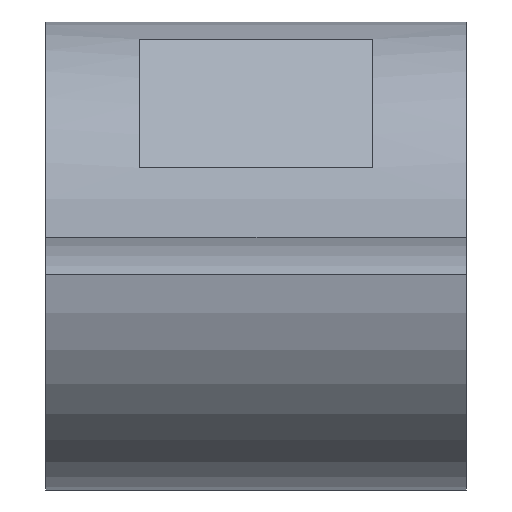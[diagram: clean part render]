
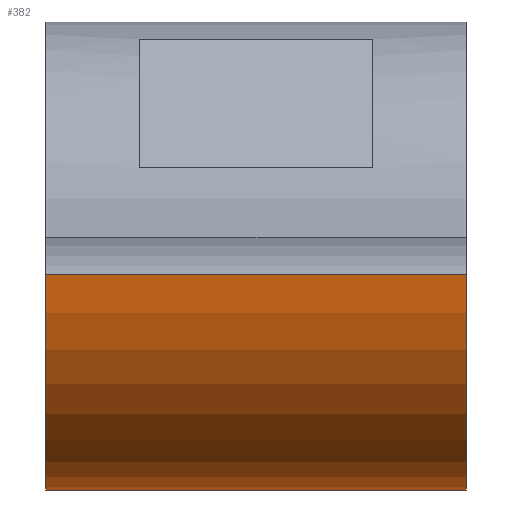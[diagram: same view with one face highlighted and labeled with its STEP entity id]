
A CAD part, left-side view. The second image highlights one B-rep face of the part: STEP entity #382.
In plain terms, the highlighted cylindrical face has radius 6.35 mm (diameter 12.7 mm), a partial arc.
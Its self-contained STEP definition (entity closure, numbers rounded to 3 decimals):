
#8 = CYLINDRICAL_SURFACE ( 'NONE', #209, 6.35 ) ;
#26 = FACE_OUTER_BOUND ( 'NONE', #143, .T. ) ;
#71 = EDGE_CURVE ( 'NONE', #555, #417, #462, .T. ) ;
#79 = CARTESIAN_POINT ( 'NONE',  ( 0., -5.702, -6.35 ) ) ;
#104 = EDGE_CURVE ( 'NONE', #417, #190, #444, .T. ) ;
#107 = DIRECTION ( 'NONE',  ( 0., 1., 0. ) ) ;
#143 = EDGE_LOOP ( 'NONE', ( #647, #656, #657, #670 ) ) ;
#169 = CARTESIAN_POINT ( 'NONE',  ( -6.33, -5.702, -0.508 ) ) ;
#174 = CARTESIAN_POINT ( 'NONE',  ( 0., -5.702, -6.35 ) ) ;
#190 = VERTEX_POINT ( 'NONE', #251 ) ;
#201 = EDGE_CURVE ( 'NONE', #555, #366, #434, .T. ) ;
#209 = AXIS2_PLACEMENT_3D ( 'NONE', #550, #528, #561 ) ;
#251 = CARTESIAN_POINT ( 'NONE',  ( -6.33, 5.702, -0.508 ) ) ;
#268 = EDGE_CURVE ( 'NONE', #366, #190, #385, .T. ) ;
#332 = DIRECTION ( 'NONE',  ( 0., 1., 0. ) ) ;
#336 = CARTESIAN_POINT ( 'NONE',  ( 0., 5.702, 0. ) ) ;
#347 = CARTESIAN_POINT ( 'NONE',  ( 0., -5.702, 0. ) ) ;
#366 = VERTEX_POINT ( 'NONE', #169 ) ;
#375 = DIRECTION ( 'NONE',  ( 0., 1., 0. ) ) ;
#382 = ADVANCED_FACE ( 'NONE', ( #26 ), #8, .T. ) ;
#383 = DIRECTION ( 'NONE',  ( 0., 0., 1. ) ) ;
#384 = VECTOR ( 'NONE', #460, 1000. ) ;
#385 = LINE ( 'NONE', #402, #384 ) ;
#402 = CARTESIAN_POINT ( 'NONE',  ( -6.33, -5.702, -0.508 ) ) ;
#417 = VERTEX_POINT ( 'NONE', #516 ) ;
#434 = CIRCLE ( 'NONE', #590, 6.35 ) ;
#442 = DIRECTION ( 'NONE',  ( 0., 0., 1. ) ) ;
#444 = CIRCLE ( 'NONE', #613, 6.35 ) ;
#446 = VECTOR ( 'NONE', #107, 1000. ) ;
#460 = DIRECTION ( 'NONE',  ( 0., 1., 0. ) ) ;
#462 = LINE ( 'NONE', #174, #446 ) ;
#516 = CARTESIAN_POINT ( 'NONE',  ( 0., 5.702, -6.35 ) ) ;
#528 = DIRECTION ( 'NONE',  ( 0., 1., 0. ) ) ;
#550 = CARTESIAN_POINT ( 'NONE',  ( 0., -5.702, 0. ) ) ;
#555 = VERTEX_POINT ( 'NONE', #79 ) ;
#561 = DIRECTION ( 'NONE',  ( 0., 0., 1. ) ) ;
#590 = AXIS2_PLACEMENT_3D ( 'NONE', #347, #332, #442 ) ;
#613 = AXIS2_PLACEMENT_3D ( 'NONE', #336, #375, #383 ) ;
#647 = ORIENTED_EDGE ( 'NONE', *, *, #71, .F. ) ;
#656 = ORIENTED_EDGE ( 'NONE', *, *, #201, .T. ) ;
#657 = ORIENTED_EDGE ( 'NONE', *, *, #268, .T. ) ;
#670 = ORIENTED_EDGE ( 'NONE', *, *, #104, .F. ) ;
